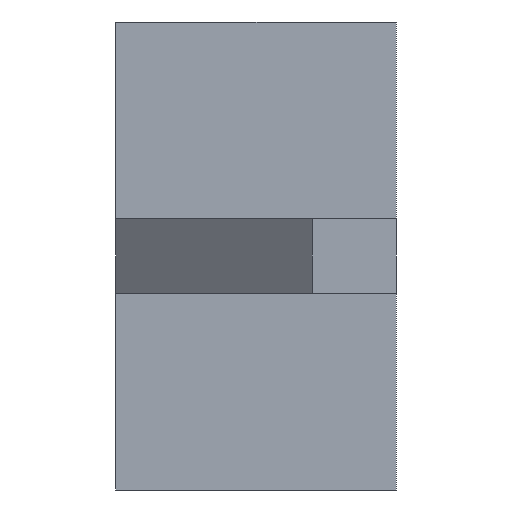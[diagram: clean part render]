
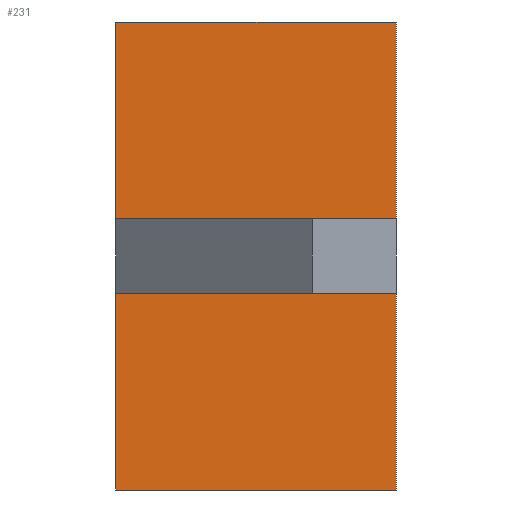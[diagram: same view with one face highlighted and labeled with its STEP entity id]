
A CAD part, left-side view. The second image highlights one B-rep face of the part: STEP entity #231.
In plain terms, the highlighted planar face has unit normal (-1, 0, 0).
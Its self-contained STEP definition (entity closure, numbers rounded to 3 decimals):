
#17=FACE_OUTER_BOUND('',#30,.T.);
#30=EDGE_LOOP('',(#156,#157,#158,#159,#160,#161,#162,#163));
#43=LINE('',#343,#74);
#44=LINE('',#345,#75);
#45=LINE('',#347,#76);
#46=LINE('',#349,#77);
#47=LINE('',#351,#78);
#48=LINE('',#353,#79);
#49=LINE('',#355,#80);
#50=LINE('',#356,#81);
#74=VECTOR('',#284,10.);
#75=VECTOR('',#285,10.);
#76=VECTOR('',#286,10.);
#77=VECTOR('',#287,10.);
#78=VECTOR('',#288,10.);
#79=VECTOR('',#289,10.);
#80=VECTOR('',#290,10.);
#81=VECTOR('',#291,10.);
#105=VERTEX_POINT('',#341);
#106=VERTEX_POINT('',#342);
#107=VERTEX_POINT('',#344);
#108=VERTEX_POINT('',#346);
#109=VERTEX_POINT('',#348);
#110=VERTEX_POINT('',#350);
#111=VERTEX_POINT('',#352);
#112=VERTEX_POINT('',#354);
#125=EDGE_CURVE('',#105,#106,#43,.T.);
#126=EDGE_CURVE('',#106,#107,#44,.T.);
#127=EDGE_CURVE('',#107,#108,#45,.T.);
#128=EDGE_CURVE('',#109,#108,#46,.T.);
#129=EDGE_CURVE('',#110,#109,#47,.T.);
#130=EDGE_CURVE('',#111,#110,#48,.T.);
#131=EDGE_CURVE('',#112,#111,#49,.T.);
#132=EDGE_CURVE('',#105,#112,#50,.T.);
#156=ORIENTED_EDGE('',*,*,#125,.T.);
#157=ORIENTED_EDGE('',*,*,#126,.T.);
#158=ORIENTED_EDGE('',*,*,#127,.T.);
#159=ORIENTED_EDGE('',*,*,#128,.F.);
#160=ORIENTED_EDGE('',*,*,#129,.F.);
#161=ORIENTED_EDGE('',*,*,#130,.F.);
#162=ORIENTED_EDGE('',*,*,#131,.F.);
#163=ORIENTED_EDGE('',*,*,#132,.F.);
#218=PLANE('',#267);
#231=ADVANCED_FACE('',(#17),#218,.F.);
#267=AXIS2_PLACEMENT_3D('',#340,#282,#283);
#282=DIRECTION('center_axis',(1.,0.,0.));
#283=DIRECTION('ref_axis',(0.,0.,-1.));
#284=DIRECTION('',(0.,-1.,0.));
#285=DIRECTION('',(0.,0.,-1.));
#286=DIRECTION('',(0.,1.,0.));
#287=DIRECTION('',(0.,0.,1.));
#288=DIRECTION('',(0.,1.,0.));
#289=DIRECTION('',(0.,0.,-1.));
#290=DIRECTION('',(0.,-1.,0.));
#291=DIRECTION('',(0.,0.,1.));
#340=CARTESIAN_POINT('Origin',(0.,15.,0.));
#341=CARTESIAN_POINT('',(0.,30.,4.));
#342=CARTESIAN_POINT('',(0.,2.,4.));
#343=CARTESIAN_POINT('',(0.,30.,4.));
#344=CARTESIAN_POINT('',(0.,2.,-4.));
#345=CARTESIAN_POINT('',(0.,2.,0.));
#346=CARTESIAN_POINT('',(0.,30.,-4.));
#347=CARTESIAN_POINT('',(0.,30.,-4.));
#348=CARTESIAN_POINT('',(0.,30.,-25.));
#349=CARTESIAN_POINT('',(0.,30.,-25.));
#350=CARTESIAN_POINT('',(0.,0.,-25.));
#351=CARTESIAN_POINT('',(0.,0.,-25.));
#352=CARTESIAN_POINT('',(0.,0.,25.));
#353=CARTESIAN_POINT('',(0.,0.,25.));
#354=CARTESIAN_POINT('',(0.,30.,25.));
#355=CARTESIAN_POINT('',(0.,30.,25.));
#356=CARTESIAN_POINT('',(0.,30.,-25.));
